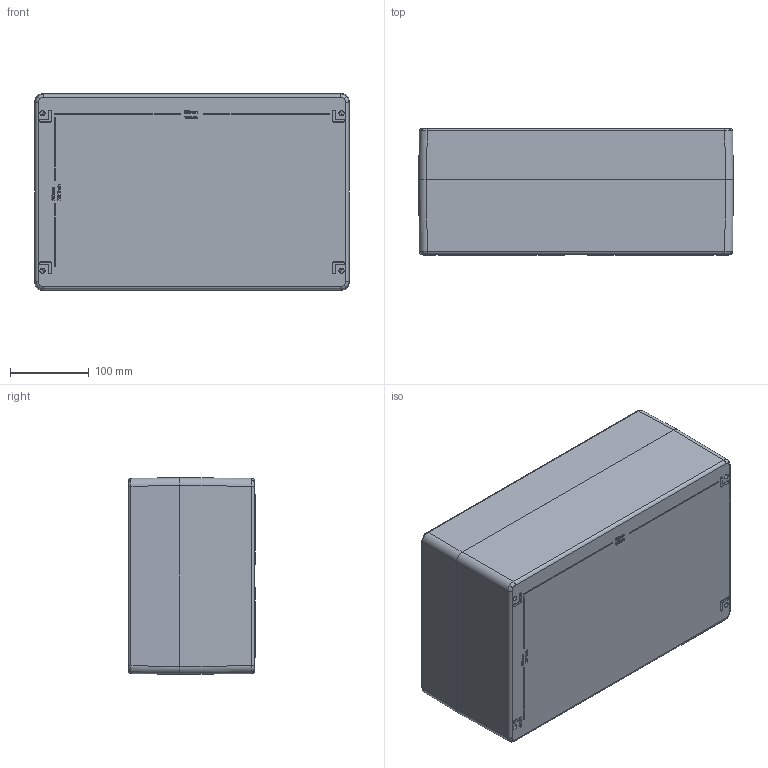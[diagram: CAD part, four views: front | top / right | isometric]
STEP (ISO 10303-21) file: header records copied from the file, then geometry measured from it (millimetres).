
FILE_DESCRIPTION (( 'STEP AP214' ), '1' );
FILE_NAME ('26254016.STEP', '2017-06-08T12:52:00', ( 'Macha' ), ( 'Hewlett-Packard Company' ), 'SwSTEP 2.0', 'SolidWorks 2015', '' );
FILE_SCHEMA (( 'AUTOMOTIVE_DESIGN' ));
Length unit declared in the file: millimetre
Products named in the file (9): 92684; 82015_1240; 93137; 23431-Deckel_Ex; 23143-Unterteil_Ex; 86222; 86224; 26254016
Assembly tree (11 placements, depth 3):
  26254016
    23143-Unterteil_Ex
      23143-Unterteil_Ex
      86224
      86222
    23431-Deckel_Ex
    93137  x4
    82015_1240
    92684
Bounding box: 400 x 161 x 250 mm (x, y, z)
Volume: 2615586.3 mm3; surface area: 827735.1 mm2
Topology: 10 solids, 10 shells, 1447 faces, 3628 edges, 2294 vertices
Faces by surface type: plane 584, bspline 437, cylinder 230, cone 124, torus 72
Entity records: 58860 total; most frequent: CARTESIAN_POINT 29412, ORIENTED_EDGE 6756, DIRECTION 4892, EDGE_CURVE 3378, VERTEX_POINT 2144, LINE 1748, VECTOR 1748, AXIS2_PLACEMENT_3D 1572
